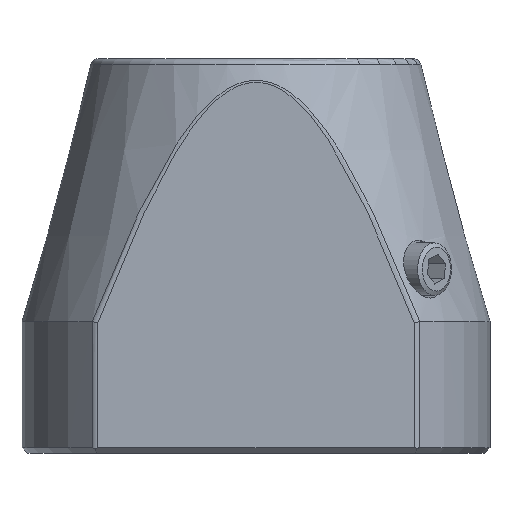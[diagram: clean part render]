
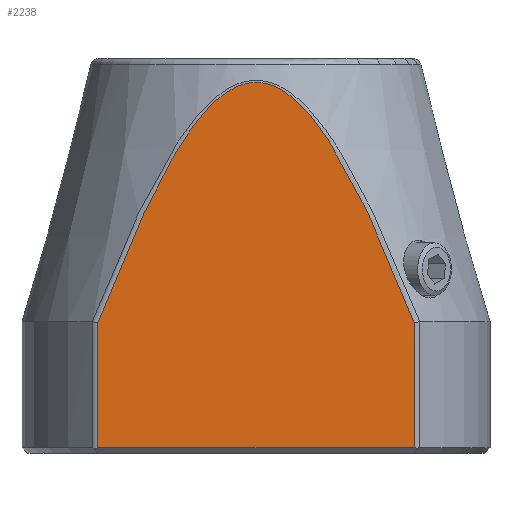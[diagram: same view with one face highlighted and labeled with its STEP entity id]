
A CAD part, left-side view. The second image highlights one B-rep face of the part: STEP entity #2238.
In plain terms, the highlighted planar face has unit normal (-1, 0, 0).
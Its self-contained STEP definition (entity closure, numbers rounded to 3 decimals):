
#12 = CARTESIAN_POINT ( 'NONE',  ( -32.25, -30.057, -0.197 ) ) ;
#51 = CARTESIAN_POINT ( 'NONE',  ( -32.25, 2.961, 45.007 ) ) ;
#52 = B_SPLINE_CURVE_WITH_KNOTS ( 'NONE', 3,
 ( #1851, #417, #1626, #409, #2058, #1483, #103, #283, #94, #1698, #2240, #624, #868, #140, #2400, #2254, #2118, #1315, #816, #1929, #2041, #608, #1717, #1831, #405, #1519, #1623, #230, #1287, #1411, #1074, #51, #1183, #886, #699, #495, #2327, #995, #303, #2185, #121, #2390, #810, #2247, #2108, #1906, #1703, #1496, #1271, #2243, #1058, #2380, #106 ),
 .UNSPECIFIED., .F., .F.,
 ( 4, 2, 2, 2, 2, 2, 2, 2, 2, 2, 2, 2, 1, 2, 2, 2, 2, 2, 2, 2, 2, 2, 2, 2, 2, 2, 4 ),
 ( 0., 0.014, 0.021, 0.028, 0.035, 0.039, 0.043, 0.046, 0.05, 0.051, 0.053, 0.054, 0.055, 0.056, 0.057, 0.058, 0.06, 0.062, 0.064, 0.067, 0.071, 0.074, 0.078, 0.085, 0.092, 0.099, 0.113 ),
 .UNSPECIFIED. ) ;
#94 = CARTESIAN_POINT ( 'NONE',  ( -32.25, -16.58, 29.965 ) ) ;
#103 = CARTESIAN_POINT ( 'NONE',  ( -32.25, -19.865, 23.699 ) ) ;
#106 = CARTESIAN_POINT ( 'NONE',  ( -32.25, 30.057, -0.197 ) ) ;
#121 = CARTESIAN_POINT ( 'NONE',  ( -32.25, 12.192, 36.855 ) ) ;
#140 = CARTESIAN_POINT ( 'NONE',  ( -32.25, -10.691, 38.808 ) ) ;
#230 = CARTESIAN_POINT ( 'NONE',  ( -32.25, -0.272, 45.521 ) ) ;
#283 = CARTESIAN_POINT ( 'NONE',  ( -32.25, -17.709, 27.894 ) ) ;
#303 = CARTESIAN_POINT ( 'NONE',  ( -32.25, 9.983, 39.659 ) ) ;
#333 = DIRECTION ( 'NONE',  ( 0., 0., 1. ) ) ;
#376 = EDGE_CURVE ( 'NONE', #1478, #1262, #1113, .T. ) ;
#405 = CARTESIAN_POINT ( 'NONE',  ( -32.25, -1.753, 45.349 ) ) ;
#409 = CARTESIAN_POINT ( 'NONE',  ( -32.25, -23.829, 15.122 ) ) ;
#417 = CARTESIAN_POINT ( 'NONE',  ( -32.25, -28.366, 4.216 ) ) ;
#486 = FACE_OUTER_BOUND ( 'NONE', #1294, .T. ) ;
#495 = CARTESIAN_POINT ( 'NONE',  ( -32.25, 6.091, 43.303 ) ) ;
#608 = CARTESIAN_POINT ( 'NONE',  ( -32.25, -3.183, 44.911 ) ) ;
#624 = CARTESIAN_POINT ( 'NONE',  ( -32.25, -12.815, 35.973 ) ) ;
#634 = CARTESIAN_POINT ( 'NONE',  ( -32.25, -30.057, -24. ) ) ;
#699 = CARTESIAN_POINT ( 'NONE',  ( -32.25, 5.599, 43.648 ) ) ;
#707 = VECTOR ( 'NONE', #1770, 1000. ) ;
#709 = LINE ( 'NONE', #2290, #707 ) ;
#754 = CARTESIAN_POINT ( 'NONE',  ( -32.25, 30.057, -0.197 ) ) ;
#810 = CARTESIAN_POINT ( 'NONE',  ( -32.25, 14.184, 33.92 ) ) ;
#816 = CARTESIAN_POINT ( 'NONE',  ( -32.25, -5.56, 43.675 ) ) ;
#868 = CARTESIAN_POINT ( 'NONE',  ( -32.25, -12.129, 36.94 ) ) ;
#886 = CARTESIAN_POINT ( 'NONE',  ( -32.25, 4.585, 44.267 ) ) ;
#895 = VECTOR ( 'NONE', #333, 1000. ) ;
#902 = LINE ( 'NONE', #2268, #895 ) ;
#915 = EDGE_CURVE ( 'NONE', #1262, #1631, #902, .T. ) ;
#995 = CARTESIAN_POINT ( 'NONE',  ( -32.25, 8.364, 41.386 ) ) ;
#1004 = PLANE ( 'NONE',  #1069 ) ;
#1058 = CARTESIAN_POINT ( 'NONE',  ( -32.25, 26.618, 8.592 ) ) ;
#1069 = AXIS2_PLACEMENT_3D ( 'NONE', #1472, #2398, #1367 ) ;
#1074 = CARTESIAN_POINT ( 'NONE',  ( -32.25, 2.384, 45.196 ) ) ;
#1111 = VECTOR ( 'NONE', #2104, 1000. ) ;
#1113 = LINE ( 'NONE', #1395, #1111 ) ;
#1183 = CARTESIAN_POINT ( 'NONE',  ( -32.25, 4.059, 44.543 ) ) ;
#1262 = VERTEX_POINT ( 'NONE', #634 ) ;
#1271 = CARTESIAN_POINT ( 'NONE',  ( -32.25, 22.887, 17.254 ) ) ;
#1287 = CARTESIAN_POINT ( 'NONE',  ( -32.25, 0.631, 45.518 ) ) ;
#1294 = EDGE_LOOP ( 'NONE', ( #1961, #1709, #1591, #1641 ) ) ;
#1315 = CARTESIAN_POINT ( 'NONE',  ( -32.25, -6.054, 43.33 ) ) ;
#1367 = DIRECTION ( 'NONE',  ( 0., 0., 1. ) ) ;
#1395 = CARTESIAN_POINT ( 'NONE',  ( -32.25, -30.662, -24. ) ) ;
#1411 = CARTESIAN_POINT ( 'NONE',  ( -32.25, 1.221, 45.45 ) ) ;
#1472 = CARTESIAN_POINT ( 'NONE',  ( -32.25, 30.662, -25. ) ) ;
#1478 = VERTEX_POINT ( 'NONE', #1593 ) ;
#1483 = CARTESIAN_POINT ( 'NONE',  ( -32.25, -20.891, 21.573 ) ) ;
#1496 = CARTESIAN_POINT ( 'NONE',  ( -32.25, 20.913, 21.527 ) ) ;
#1519 = CARTESIAN_POINT ( 'NONE',  ( -32.25, -1.166, 45.443 ) ) ;
#1591 = ORIENTED_EDGE ( 'NONE', *, *, #376, .T. ) ;
#1593 = CARTESIAN_POINT ( 'NONE',  ( -32.25, 30.057, -24. ) ) ;
#1605 = EDGE_CURVE ( 'NONE', #1617, #1478, #709, .T. ) ;
#1617 = VERTEX_POINT ( 'NONE', #754 ) ;
#1623 = CARTESIAN_POINT ( 'NONE',  ( -32.25, -0.573, 45.506 ) ) ;
#1626 = CARTESIAN_POINT ( 'NONE',  ( -32.25, -26.613, 8.604 ) ) ;
#1631 = VERTEX_POINT ( 'NONE', #12 ) ;
#1641 = ORIENTED_EDGE ( 'NONE', *, *, #915, .T. ) ;
#1698 = CARTESIAN_POINT ( 'NONE',  ( -32.25, -14.759, 33.002 ) ) ;
#1703 = CARTESIAN_POINT ( 'NONE',  ( -32.25, 19.891, 23.646 ) ) ;
#1709 = ORIENTED_EDGE ( 'NONE', *, *, #1605, .T. ) ;
#1717 = CARTESIAN_POINT ( 'NONE',  ( -32.25, -2.9, 45.016 ) ) ;
#1770 = DIRECTION ( 'NONE',  ( 0., 0., -1. ) ) ;
#1831 = CARTESIAN_POINT ( 'NONE',  ( -32.25, -2.329, 45.196 ) ) ;
#1851 = CARTESIAN_POINT ( 'NONE',  ( -32.25, -30.057, -0.197 ) ) ;
#1906 = CARTESIAN_POINT ( 'NONE',  ( -32.25, 17.744, 27.828 ) ) ;
#1929 = CARTESIAN_POINT ( 'NONE',  ( -32.25, -4.54, 44.291 ) ) ;
#1961 = ORIENTED_EDGE ( 'NONE', *, *, #2001, .T. ) ;
#2001 = EDGE_CURVE ( 'NONE', #1631, #1617, #52, .T. ) ;
#2041 = CARTESIAN_POINT ( 'NONE',  ( -32.25, -4.012, 44.566 ) ) ;
#2058 = CARTESIAN_POINT ( 'NONE',  ( -32.25, -22.873, 17.284 ) ) ;
#2104 = DIRECTION ( 'NONE',  ( 0., -1., 0. ) ) ;
#2108 = CARTESIAN_POINT ( 'NONE',  ( -32.25, 16.62, 29.892 ) ) ;
#2118 = CARTESIAN_POINT ( 'NONE',  ( -32.25, -7.469, 42.233 ) ) ;
#2185 = CARTESIAN_POINT ( 'NONE',  ( -32.25, 10.742, 38.746 ) ) ;
#2238 = ADVANCED_FACE ( 'NONE', ( #486 ), #1004, .T. ) ;
#2240 = CARTESIAN_POINT ( 'NONE',  ( -32.25, -14.131, 34.003 ) ) ;
#2243 = CARTESIAN_POINT ( 'NONE',  ( -32.25, 23.839, 15.098 ) ) ;
#2247 = CARTESIAN_POINT ( 'NONE',  ( -32.25, 14.809, 32.921 ) ) ;
#2254 = CARTESIAN_POINT ( 'NONE',  ( -32.25, -8.326, 41.423 ) ) ;
#2268 = CARTESIAN_POINT ( 'NONE',  ( -32.25, -30.057, -25. ) ) ;
#2290 = CARTESIAN_POINT ( 'NONE',  ( -32.25, 30.057, -25. ) ) ;
#2327 = CARTESIAN_POINT ( 'NONE',  ( -32.25, 7.505, 42.202 ) ) ;
#2380 = CARTESIAN_POINT ( 'NONE',  ( -32.25, 28.368, 4.208 ) ) ;
#2390 = CARTESIAN_POINT ( 'NONE',  ( -32.25, 12.875, 35.887 ) ) ;
#2398 = DIRECTION ( 'NONE',  ( -1., 0., 0. ) ) ;
#2400 = CARTESIAN_POINT ( 'NONE',  ( -32.25, -9.937, 39.711 ) ) ;
